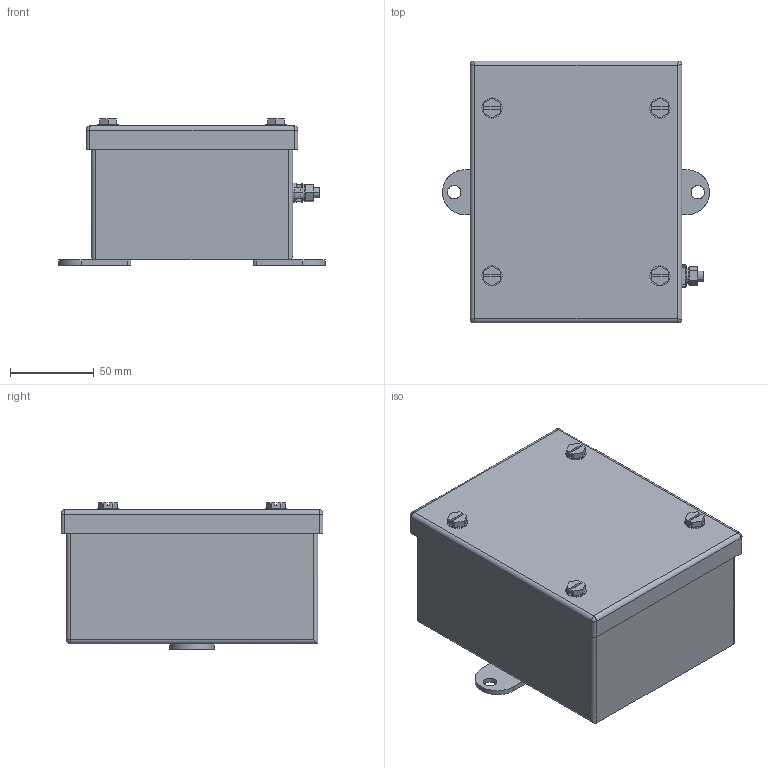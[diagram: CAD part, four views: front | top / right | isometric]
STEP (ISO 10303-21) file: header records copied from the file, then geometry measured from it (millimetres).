
FILE_DESCRIPTION(('CATIA V5R24 STEP','CAx-IF Rec.Pracs.--- Model Styling and Organization---1.2---2011-12-15'),'2;1');
FILE_NAME ('D1446894_0_1024980000_1024980000.stp','2018-05-08T09:32:54+00:00',('none'),('Weidmueller'),'CATIA Version 5-6 Release 2014 SP4 HF52','CATIA V5 STEP AP214','none');
FILE_SCHEMA(('AUTOMOTIVE_DESIGN { 1 0 10303 214 1 1 1 1 }'));
Length unit declared in the file: millimetre
Products named in the file (1): KLIPPON_STB_1_1_SS_RAL 7032
Bounding box: 159 x 156 x 87 mm (x, y, z)
Volume: 186671 mm3; surface area: 204452.1 mm2
Topology: 20 solids, 24 shells, 773 faces, 1813 edges, 1122 vertices
Faces by surface type: plane 344, cylinder 313, cone 62, torus 32, sphere 18, bspline 4
Entity records: 21156 total; most frequent: CARTESIAN_POINT 4712, ORIENTED_EDGE 3582, DIRECTION 2769, EDGE_CURVE 1791, AXIS2_PLACEMENT_3D 1311, VERTEX_POINT 1122, VECTOR 911, LINE 911
